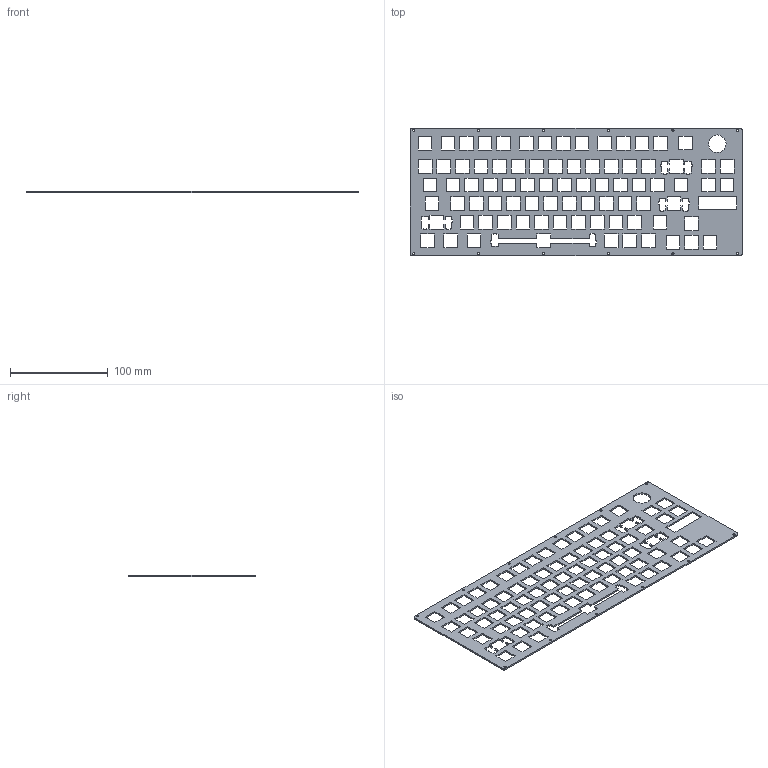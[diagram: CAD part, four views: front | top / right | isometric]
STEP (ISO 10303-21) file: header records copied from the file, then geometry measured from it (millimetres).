
FILE_DESCRIPTION(('KiCad electronic assembly'),'2;1');
FILE_NAME('swplate.step','2024-06-20T19:19:23',('Pcbnew'),('Kicad'), 'Open CASCADE STEP processor 7.7','KiCad to STEP converter','Unknown' );
FILE_SCHEMA(('AUTOMOTIVE_DESIGN { 1 0 10303 214 1 1 1 1 }'));
Length unit declared in the file: millimetre
Products named in the file (2): swplate 1; swplate PCB
Assembly tree (1 placements, depth 2):
  swplate 1
    swplate PCB
Bounding box: 340 x 131 x 1.6 mm (x, y, z)
Volume: 42452.7 mm3; surface area: 63009.2 mm2
Topology: 1 solids, 1 shells, 523 faces, 1563 edges, 1042 vertices
Faces by surface type: plane 510, cylinder 13
Full cylindrical faces by diameter (mm): 2.2 x12, 18 x1
Entity records: 38073 total; most frequent: CARTESIAN_POINT 6412, DIRECTION 5739, LINE 4637, VECTOR 4637, ORIENTED_EDGE 3126, PCURVE 3126, DEFINITIONAL_REPRESENTATION 3126, EDGE_CURVE 1563
